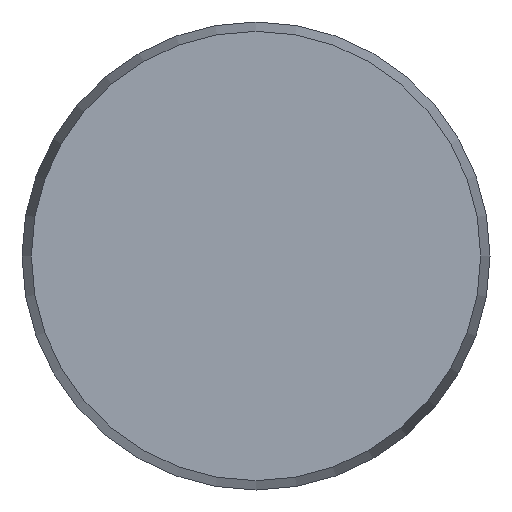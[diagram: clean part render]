
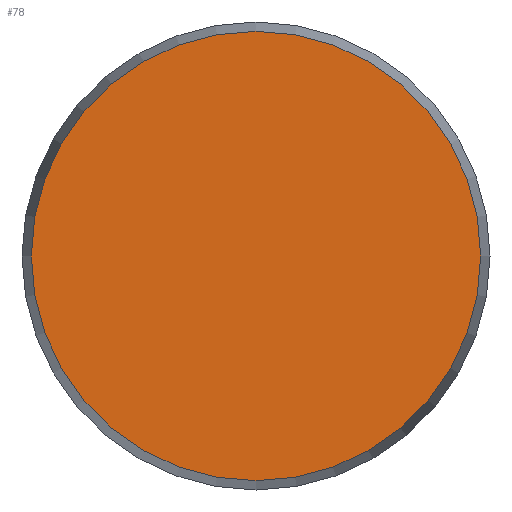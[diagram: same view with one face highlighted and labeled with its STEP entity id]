
A CAD part, front view. The second image highlights one B-rep face of the part: STEP entity #78.
In plain terms, the highlighted planar face has unit normal (0, -1, 0).
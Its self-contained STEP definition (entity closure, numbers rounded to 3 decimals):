
#78 = ADVANCED_FACE( '', ( #200 ), #201, .F. );
#200 = FACE_OUTER_BOUND( '', #377, .T. );
#201 = PLANE( '', #378 );
#377 = EDGE_LOOP( '', ( #553 ) );
#378 = AXIS2_PLACEMENT_3D( '', #554, #555, #556 );
#553 = ORIENTED_EDGE( '', *, *, #962, .T. );
#554 = CARTESIAN_POINT( '', ( 24., 0., 0. ) );
#555 = DIRECTION( '', ( 0., 1., 0. ) );
#556 = DIRECTION( '', ( 0., 0., 1. ) );
#962 = EDGE_CURVE( '', #1120, #1120, #1121, .T. );
#1120 = VERTEX_POINT( '', #1344 );
#1121 = CIRCLE( '', #1345, 24. );
#1344 = CARTESIAN_POINT( '', ( 0., 0., -24. ) );
#1345 = AXIS2_PLACEMENT_3D( '', #1746, #1747, #1748 );
#1746 = CARTESIAN_POINT( '', ( 0., 0., 0. ) );
#1747 = DIRECTION( '', ( 0., -1., 0. ) );
#1748 = DIRECTION( '', ( 0., 0., -1. ) );
